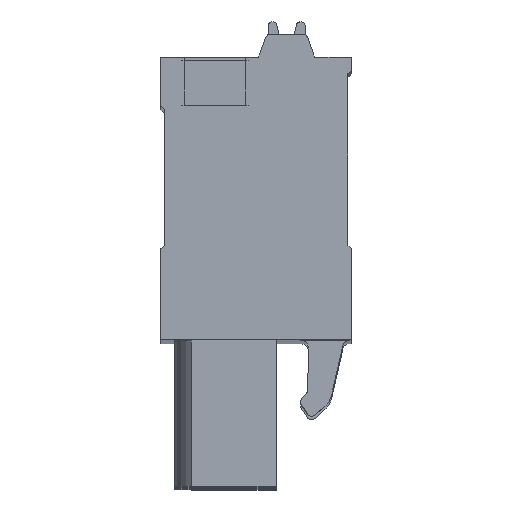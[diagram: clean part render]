
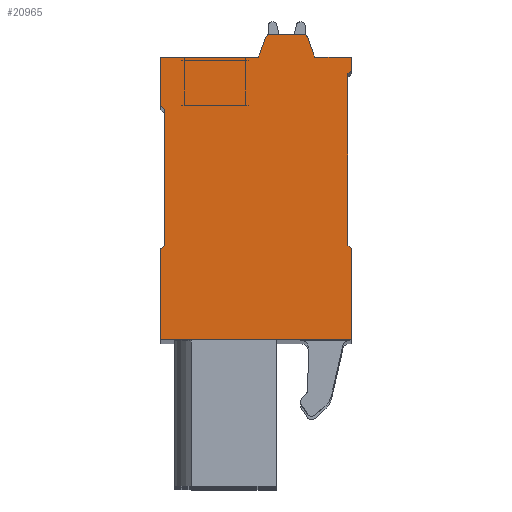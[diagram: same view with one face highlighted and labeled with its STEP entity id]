
A CAD part, top view. The second image highlights one B-rep face of the part: STEP entity #20965.
In plain terms, the highlighted planar face has unit normal (0, 0, 1).
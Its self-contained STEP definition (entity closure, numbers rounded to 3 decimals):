
#79=DIRECTION('',(1.,0.,0.));
#80=VECTOR('',#79,10.9);
#81=CARTESIAN_POINT('',(2.897,12.335,2.54));
#82=LINE('',#81,#80);
#2715=DIRECTION('',(0.,-1.,0.));
#2716=VECTOR('',#2715,5.2);
#2717=CARTESIAN_POINT('',(2.897,17.535,2.54));
#2718=LINE('',#2717,#2716);
#2719=DIRECTION('',(-0.781,-0.625,0.));
#2720=VECTOR('',#2719,0.32);
#2721=CARTESIAN_POINT('',(3.147,17.735,2.54));
#2722=LINE('',#2721,#2720);
#2723=DIRECTION('',(0.,-1.,0.));
#2724=VECTOR('',#2723,7.75);
#2725=CARTESIAN_POINT('',(3.147,25.485,2.54));
#2726=LINE('',#2725,#2724);
#2727=DIRECTION('',(0.781,-0.625,0.));
#2728=VECTOR('',#2727,0.32);
#2729=CARTESIAN_POINT('',(2.897,25.685,2.54));
#2730=LINE('',#2729,#2728);
#2731=DIRECTION('',(0.,-1.,0.));
#2732=VECTOR('',#2731,2.8);
#2733=CARTESIAN_POINT('',(2.897,28.485,2.54));
#2734=LINE('',#2733,#2732);
#2735=DIRECTION('',(-1.,0.,0.));
#2736=VECTOR('',#2735,5.6);
#2737=CARTESIAN_POINT('',(8.497,28.485,2.54));
#2738=LINE('',#2737,#2736);
#2739=DIRECTION('',(-0.342,-0.94,0.));
#2740=VECTOR('',#2739,1.173);
#2741=CARTESIAN_POINT('',(8.899,29.588,2.54));
#2742=LINE('',#2741,#2740);
#2743=CARTESIAN_POINT('',(9.181,29.485,2.54));
#2744=DIRECTION('',(0.,0.,1.));
#2745=DIRECTION('',(0.,1.,0.));
#2746=AXIS2_PLACEMENT_3D('',#2743,#2744,#2745);
#2748=DIRECTION('',(-1.,0.,0.));
#2749=VECTOR('',#2748,1.834);
#2750=CARTESIAN_POINT('',(11.014,29.785,2.54));
#2751=LINE('',#2750,#2749);
#2752=CARTESIAN_POINT('',(11.014,29.485,2.54));
#2753=DIRECTION('',(0.,0.,1.));
#2754=DIRECTION('',(0.94,0.342,0.));
#2755=AXIS2_PLACEMENT_3D('',#2752,#2753,#2754);
#2757=DIRECTION('',(-0.342,0.94,0.));
#2758=VECTOR('',#2757,1.173);
#2759=CARTESIAN_POINT('',(11.697,28.485,2.54));
#2760=LINE('',#2759,#2758);
#2761=DIRECTION('',(-1.,0.,0.));
#2762=VECTOR('',#2761,2.1);
#2763=CARTESIAN_POINT('',(13.797,28.485,2.54));
#2764=LINE('',#2763,#2762);
#2765=DIRECTION('',(0.,1.,0.));
#2766=VECTOR('',#2765,0.75);
#2767=CARTESIAN_POINT('',(13.797,27.735,2.54));
#2768=LINE('',#2767,#2766);
#2769=DIRECTION('',(0.707,0.707,0.));
#2770=VECTOR('',#2769,0.283);
#2771=CARTESIAN_POINT('',(13.597,27.535,2.54));
#2772=LINE('',#2771,#2770);
#2773=DIRECTION('',(0.,1.,0.));
#2774=VECTOR('',#2773,9.8);
#2775=CARTESIAN_POINT('',(13.597,17.735,2.54));
#2776=LINE('',#2775,#2774);
#2777=DIRECTION('',(-0.707,0.707,0.));
#2778=VECTOR('',#2777,0.283);
#2779=CARTESIAN_POINT('',(13.797,17.535,2.54));
#2780=LINE('',#2779,#2778);
#2781=DIRECTION('',(0.,1.,0.));
#2782=VECTOR('',#2781,5.2);
#2783=CARTESIAN_POINT('',(13.797,12.335,2.54));
#2784=LINE('',#2783,#2782);
#14561=CARTESIAN_POINT('',(2.897,28.485,2.54));
#14562=CARTESIAN_POINT('',(2.897,25.685,2.54));
#14563=VERTEX_POINT('',#14561);
#14564=VERTEX_POINT('',#14562);
#14565=CARTESIAN_POINT('',(3.147,25.485,2.54));
#14566=VERTEX_POINT('',#14565);
#14567=CARTESIAN_POINT('',(3.147,17.735,2.54));
#14568=VERTEX_POINT('',#14567);
#14569=CARTESIAN_POINT('',(2.897,17.535,2.54));
#14570=VERTEX_POINT('',#14569);
#14571=CARTESIAN_POINT('',(2.897,12.335,2.54));
#14572=VERTEX_POINT('',#14571);
#14573=CARTESIAN_POINT('',(13.797,12.335,2.54));
#14574=CARTESIAN_POINT('',(13.797,17.535,2.54));
#14575=VERTEX_POINT('',#14573);
#14576=VERTEX_POINT('',#14574);
#14577=CARTESIAN_POINT('',(13.597,17.735,2.54));
#14578=VERTEX_POINT('',#14577);
#14579=CARTESIAN_POINT('',(13.597,27.535,2.54));
#14580=VERTEX_POINT('',#14579);
#14581=CARTESIAN_POINT('',(13.797,27.735,2.54));
#14582=VERTEX_POINT('',#14581);
#14583=CARTESIAN_POINT('',(13.797,28.485,2.54));
#14584=VERTEX_POINT('',#14583);
#14585=CARTESIAN_POINT('',(11.697,28.485,2.54));
#14586=VERTEX_POINT('',#14585);
#14587=CARTESIAN_POINT('',(11.296,29.588,2.54));
#14588=VERTEX_POINT('',#14587);
#14589=CARTESIAN_POINT('',(11.014,29.785,2.54));
#14590=VERTEX_POINT('',#14589);
#14591=CARTESIAN_POINT('',(9.181,29.785,2.54));
#14592=VERTEX_POINT('',#14591);
#14593=CARTESIAN_POINT('',(8.899,29.588,2.54));
#14594=VERTEX_POINT('',#14593);
#14595=CARTESIAN_POINT('',(8.497,28.485,2.54));
#14596=VERTEX_POINT('',#14595);
#20932=CARTESIAN_POINT('',(0.,0.,2.54));
#20933=DIRECTION('',(0.,0.,1.));
#20934=DIRECTION('',(1.,0.,0.));
#20935=AXIS2_PLACEMENT_3D('',#20932,#20933,#20934);
#20936=PLANE('',#20935);
#20937=ORIENTED_EDGE('',*,*,#18945,.F.);
#20938=ORIENTED_EDGE('',*,*,#19174,.F.);
#20939=ORIENTED_EDGE('',*,*,#19188,.F.);
#20940=ORIENTED_EDGE('',*,*,#19202,.F.);
#20941=ORIENTED_EDGE('',*,*,#19216,.F.);
#20942=ORIENTED_EDGE('',*,*,#19230,.F.);
#20943=ORIENTED_EDGE('',*,*,#19258,.F.);
#20945=ORIENTED_EDGE('',*,*,#20944,.F.);
#20947=ORIENTED_EDGE('',*,*,#20946,.F.);
#20949=ORIENTED_EDGE('',*,*,#20948,.F.);
#20950=ORIENTED_EDGE('',*,*,#20566,.F.);
#20951=ORIENTED_EDGE('',*,*,#20175,.F.);
#20952=ORIENTED_EDGE('',*,*,#19250,.F.);
#20954=ORIENTED_EDGE('',*,*,#20953,.F.);
#20956=ORIENTED_EDGE('',*,*,#20955,.F.);
#20958=ORIENTED_EDGE('',*,*,#20957,.F.);
#20960=ORIENTED_EDGE('',*,*,#20959,.F.);
#20962=ORIENTED_EDGE('',*,*,#20961,.F.);
#20963=EDGE_LOOP('',(#20937,#20938,#20939,#20940,#20941,#20942,#20943,#20945,
#20947,#20949,#20950,#20951,#20952,#20954,#20956,#20958,#20960,#20962));
#20964=FACE_OUTER_BOUND('',#20963,.F.);
#20965=ADVANCED_FACE('',(#20964),#20936,.T.);
#2747=CIRCLE('',#2746,0.3);
#2756=CIRCLE('',#2755,0.3);
#18945=EDGE_CURVE('',#14572,#14575,#82,.T.);
#19174=EDGE_CURVE('',#14570,#14572,#2718,.T.);
#19188=EDGE_CURVE('',#14568,#14570,#2722,.T.);
#19202=EDGE_CURVE('',#14566,#14568,#2726,.T.);
#19216=EDGE_CURVE('',#14564,#14566,#2730,.T.);
#19230=EDGE_CURVE('',#14563,#14564,#2734,.T.);
#19250=EDGE_CURVE('',#14584,#14586,#2764,.T.);
#19258=EDGE_CURVE('',#14596,#14563,#2738,.T.);
#20175=EDGE_CURVE('',#14586,#14588,#2760,.T.);
#20566=EDGE_CURVE('',#14588,#14590,#2756,.T.);
#20944=EDGE_CURVE('',#14594,#14596,#2742,.T.);
#20946=EDGE_CURVE('',#14592,#14594,#2747,.T.);
#20948=EDGE_CURVE('',#14590,#14592,#2751,.T.);
#20953=EDGE_CURVE('',#14582,#14584,#2768,.T.);
#20955=EDGE_CURVE('',#14580,#14582,#2772,.T.);
#20957=EDGE_CURVE('',#14578,#14580,#2776,.T.);
#20959=EDGE_CURVE('',#14576,#14578,#2780,.T.);
#20961=EDGE_CURVE('',#14575,#14576,#2784,.T.);
